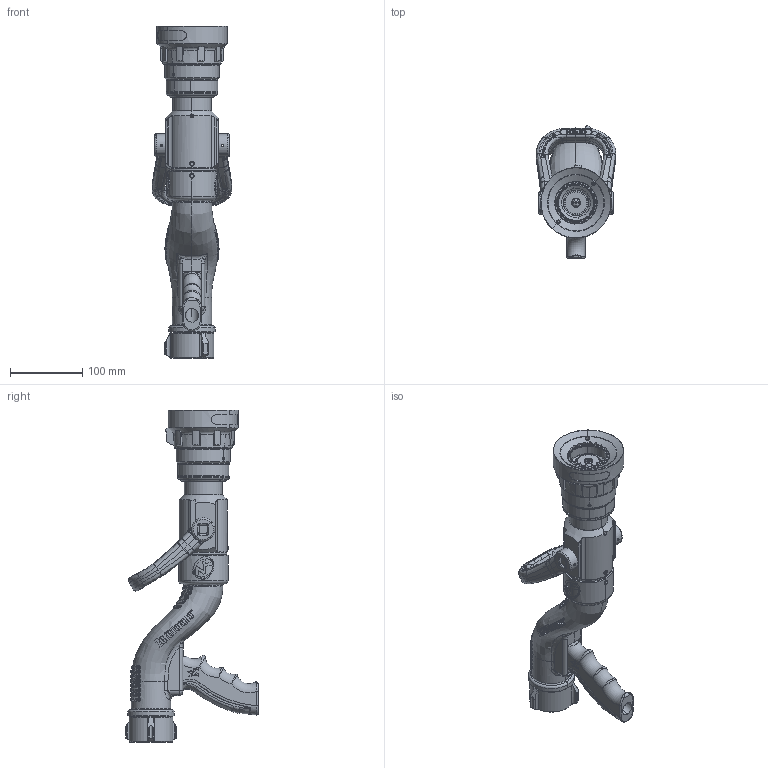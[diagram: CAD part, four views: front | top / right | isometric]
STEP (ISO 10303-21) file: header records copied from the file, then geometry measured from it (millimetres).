
FILE_DESCRIPTION((''),'2;1');
FILE_NAME('D43026_ZT_SW0001','2012-02-13T',('jhabe'),(''),'PRO/ENGINEER BY PARAMETRIC TECHNOLOGY CORPORATION, 2011310','PRO/ENGINEER BY PARAMETRIC TECHNOLOGY CORPORATION, 2011310','');
FILE_SCHEMA(('CONFIG_CONTROL_DESIGN'));
Length unit declared in the file: inch
Products named in the file (1): D43026_ZT_SW0001
Bounding box: 110.39 x 182.54 x 458.23 mm (x, y, z)
Volume: 1119469.5 mm3; surface area: 459343.8 mm2
Topology: 5 solids, 9 shells, 2617 faces, 6636 edges, 4162 vertices
Faces by surface type: plane 853, bspline 691, cylinder 573, cone 218, torus 142, extrusion 130, sphere 10
Entity records: 161994 total; most frequent: CARTESIAN_POINT 105930, ORIENTED_EDGE 13238, DIRECTION 9020, EDGE_CURVE 6619, VERTEX_POINT 4162, AXIS2_PLACEMENT_3D 3372, B_SPLINE_CURVE_WITH_KNOTS 3028, EDGE_LOOP 2825
